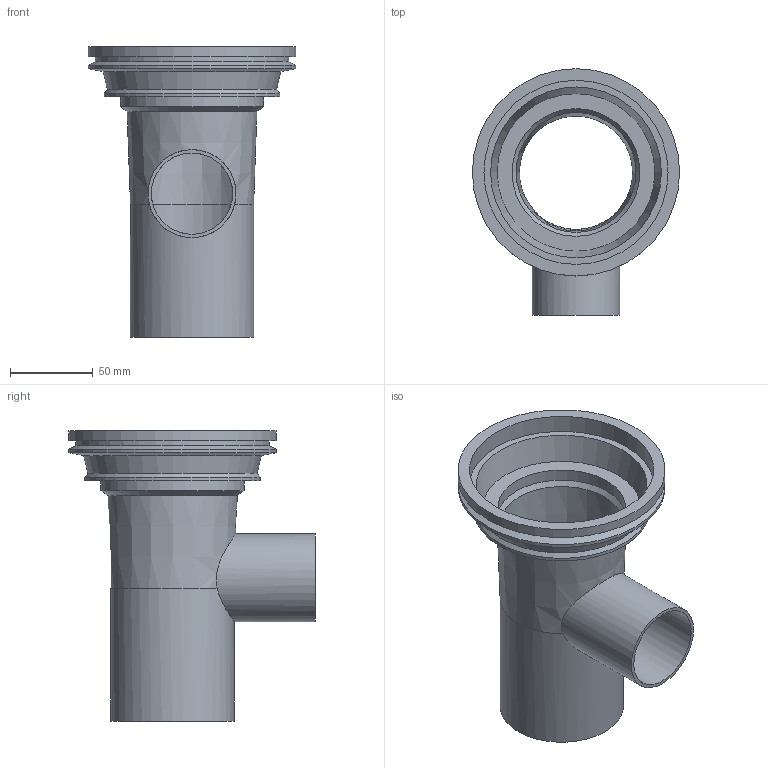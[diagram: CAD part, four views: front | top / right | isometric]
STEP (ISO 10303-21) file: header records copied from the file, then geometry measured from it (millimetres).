
FILE_DESCRIPTION(/* description */ ('STEP AP214'),/* implementation_level */ '2;1');
FILE_NAME(/* name */ '482088001(1)',/* time_stamp */ '2022-12-23T08:20:45+01:00',/* author */ ('License CC BY-ND 4.0'),/* organization */ ('CADENAS'),/* preprocessor_version */ 'ST-DEVELOPER v18.102',/* originating_system */ 'PARTsolutions',/* authorisation */ ' ');
FILE_SCHEMA (('AUTOMOTIVE_DESIGN {1 0 10303 214 3 1 1}'));
Length unit declared in the file: millimetre
Products named in the file (1): 482088001(1)
Bounding box: 125 x 148.5 x 175 mm (x, y, z)
Volume: 172212.1 mm3; surface area: 116388.6 mm2
Topology: 1 solids, 1 shells, 27 faces, 54 edges, 32 vertices
Faces by surface type: cylinder 11, cone 9, plane 7
Full cylindrical faces by diameter (mm): 49 x1, 53 x1, 68.286 x1, 74.286 x1, 77.01 x1, 86.29 x1, 106 x1, 111 x1, 116.504 x1, 125 x2
Entity records: 685 total; most frequent: CARTESIAN_POINT 179, DIRECTION 108, ORIENTED_EDGE 60, EDGE_LOOP 54, FACE_BOUND 54, AXIS2_PLACEMENT_3D 54, EDGE_CURVE 30, VERTEX_POINT 28
